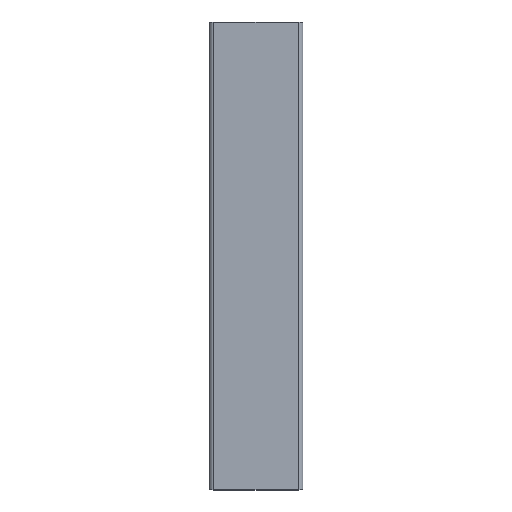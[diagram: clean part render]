
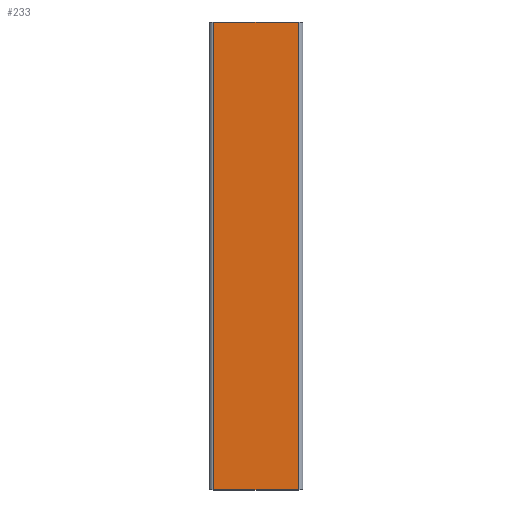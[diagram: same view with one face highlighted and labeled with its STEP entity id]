
A CAD part, top view. The second image highlights one B-rep face of the part: STEP entity #233.
In plain terms, the highlighted planar face has unit normal (0, 0, 1).
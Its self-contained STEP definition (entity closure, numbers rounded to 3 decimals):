
#96=ORIENTED_EDGE('',*,*,#144,.T.);
#97=ORIENTED_EDGE('',*,*,#145,.T.);
#98=ORIENTED_EDGE('',*,*,#146,.F.);
#99=ORIENTED_EDGE('',*,*,#147,.T.);
#144=EDGE_CURVE('',#168,#169,#184,.T.);
#145=EDGE_CURVE('',#169,#170,#185,.F.);
#146=EDGE_CURVE('',#171,#170,#186,.T.);
#147=EDGE_CURVE('',#171,#168,#187,.T.);
#168=VERTEX_POINT('',#403);
#169=VERTEX_POINT('',#404);
#170=VERTEX_POINT('',#406);
#171=VERTEX_POINT('',#408);
#184=LINE('',#402,#200);
#185=LINE('',#405,#201);
#186=LINE('',#407,#202);
#187=LINE('',#409,#203);
#200=VECTOR('',#309,1000.);
#201=VECTOR('',#310,1000.);
#202=VECTOR('',#311,1000.);
#203=VECTOR('',#312,1000.);
#207=EDGE_LOOP('',(#96,#97,#98,#99));
#217=FACE_BOUND('',#207,.T.);
#227=PLANE('',#256);
#233=ADVANCED_FACE('',(#217),#227,.F.);
#256=AXIS2_PLACEMENT_3D('',#401,#307,#308);
#307=DIRECTION('',(0.,0.,-1.));
#308=DIRECTION('',(-1.,0.,0.));
#309=DIRECTION('',(-1.,0.,0.));
#310=DIRECTION('',(0.,1.,0.));
#311=DIRECTION('',(-1.,0.,0.));
#312=DIRECTION('',(0.,1.,0.));
#401=CARTESIAN_POINT('',(20.,-100.,2.75));
#402=CARTESIAN_POINT('',(20.,0.,2.75));
#403=CARTESIAN_POINT('',(19.,0.,2.75));
#404=CARTESIAN_POINT('',(1.,0.,2.75));
#405=CARTESIAN_POINT('',(1.,-100.,2.75));
#406=CARTESIAN_POINT('',(1.,-100.,2.75));
#407=CARTESIAN_POINT('',(20.,-100.,2.75));
#408=CARTESIAN_POINT('',(19.,-100.,2.75));
#409=CARTESIAN_POINT('',(19.,-100.,2.75));
